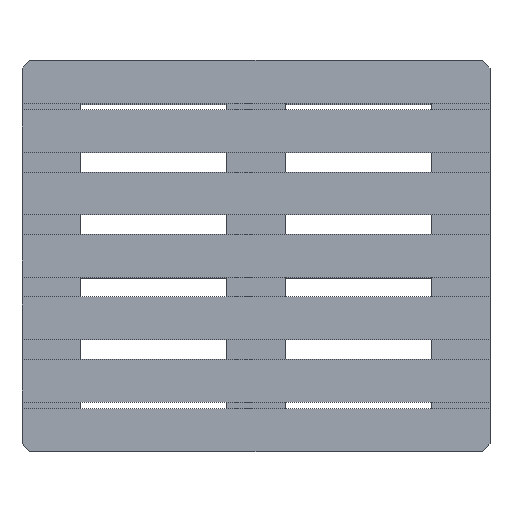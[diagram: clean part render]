
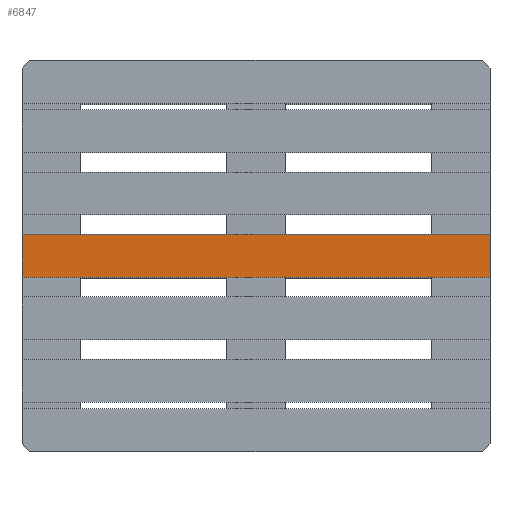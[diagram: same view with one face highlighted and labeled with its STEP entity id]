
A CAD part, top view. The second image highlights one B-rep face of the part: STEP entity #6847.
In plain terms, the highlighted free-form (B-spline) face has degree [1, 1] with [2, 2] control points.
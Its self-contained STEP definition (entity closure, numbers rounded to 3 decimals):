
#6847 = ADVANCED_FACE('',(#6848),#6878,.T.);
#6848 = FACE_BOUND('',#6849,.T.);
#6849 = EDGE_LOOP('',(#6850,#6859,#6866,#6873));
#6850 = ORIENTED_EDGE('',*,*,#6851,.F.);
#6851 = EDGE_CURVE('',#6852,#6854,#6856,.T.);
#6852 = VERTEX_POINT('',#6853);
#6853 = CARTESIAN_POINT('',(665.047,434.221,
    177.346));
#6854 = VERTEX_POINT('',#6855);
#6855 = CARTESIAN_POINT('',(-665.047,434.221,
    177.346));
#6856 = B_SPLINE_CURVE_WITH_KNOTS('',1,(#6857,#6858),.UNSPECIFIED.,.F.,
  .F.,(2,2),(0.,1200.),.PIECEWISE_BEZIER_KNOTS.);
#6857 = CARTESIAN_POINT('',(665.047,434.221,
    177.346));
#6858 = CARTESIAN_POINT('',(-665.047,434.221,
    177.346));
#6859 = ORIENTED_EDGE('',*,*,#6860,.F.);
#6860 = EDGE_CURVE('',#6861,#6852,#6863,.T.);
#6861 = VERTEX_POINT('',#6862);
#6862 = CARTESIAN_POINT('',(665.047,556.146,
    177.346));
#6863 = B_SPLINE_CURVE_WITH_KNOTS('',1,(#6864,#6865),.UNSPECIFIED.,.F.,
  .F.,(2,2),(0.,110.),.PIECEWISE_BEZIER_KNOTS.);
#6864 = CARTESIAN_POINT('',(665.047,556.146,
    177.346));
#6865 = CARTESIAN_POINT('',(665.047,434.221,
    177.346));
#6866 = ORIENTED_EDGE('',*,*,#6867,.F.);
#6867 = EDGE_CURVE('',#6868,#6861,#6870,.T.);
#6868 = VERTEX_POINT('',#6869);
#6869 = CARTESIAN_POINT('',(-665.047,556.146,
    177.346));
#6870 = B_SPLINE_CURVE_WITH_KNOTS('',1,(#6871,#6872),.UNSPECIFIED.,.F.,
  .F.,(2,2),(0.,1200.),.PIECEWISE_BEZIER_KNOTS.);
#6871 = CARTESIAN_POINT('',(-665.047,556.146,
    177.346));
#6872 = CARTESIAN_POINT('',(665.047,556.146,
    177.346));
#6873 = ORIENTED_EDGE('',*,*,#6874,.F.);
#6874 = EDGE_CURVE('',#6854,#6868,#6875,.T.);
#6875 = B_SPLINE_CURVE_WITH_KNOTS('',1,(#6876,#6877),.UNSPECIFIED.,.F.,
  .F.,(2,2),(0.,110.),.PIECEWISE_BEZIER_KNOTS.);
#6876 = CARTESIAN_POINT('',(-665.047,434.221,
    177.346));
#6877 = CARTESIAN_POINT('',(-665.047,556.146,
    177.346));
#6878 = B_SPLINE_SURFACE_WITH_KNOTS('',1,1,(
    (#6879,#6880)
    ,(#6881,#6882
    )),.UNSPECIFIED.,.F.,.F.,.F.,(2,2),(2,2),(-600.,600.),(-55.,55.),
  .PIECEWISE_BEZIER_KNOTS.);
#6879 = CARTESIAN_POINT('',(665.047,556.146,
    177.346));
#6880 = CARTESIAN_POINT('',(665.047,434.221,
    177.346));
#6881 = CARTESIAN_POINT('',(-665.047,556.146,
    177.346));
#6882 = CARTESIAN_POINT('',(-665.047,434.221,
    177.346));
